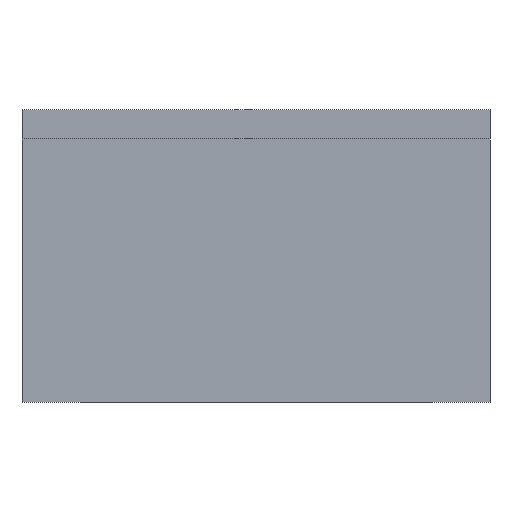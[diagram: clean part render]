
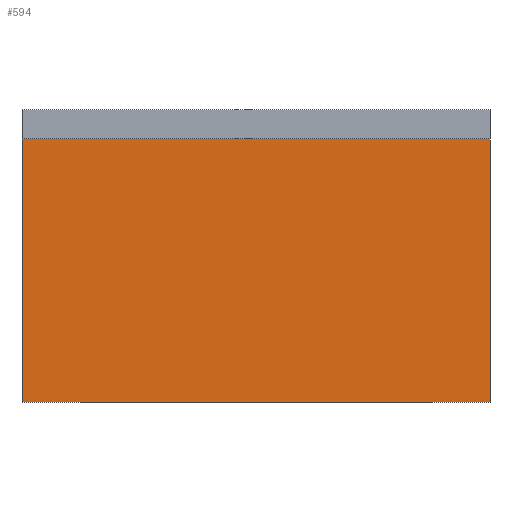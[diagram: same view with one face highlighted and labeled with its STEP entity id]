
A CAD part, front view. The second image highlights one B-rep face of the part: STEP entity #594.
In plain terms, the highlighted planar face has unit normal (0, -1, 0).
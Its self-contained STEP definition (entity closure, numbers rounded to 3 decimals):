
#48=PLANE('',#652);
#79=FACE_OUTER_BOUND('',#124,.T.);
#124=EDGE_LOOP('',(#515,#516,#517,#518));
#183=LINE('',#935,#249);
#184=LINE('',#939,#250);
#185=LINE('',#940,#251);
#186=LINE('',#941,#252);
#249=VECTOR('',#774,10.);
#250=VECTOR('',#777,10.);
#251=VECTOR('',#778,10.);
#252=VECTOR('',#779,10.);
#319=VERTEX_POINT('',#929);
#321=VERTEX_POINT('',#933);
#322=VERTEX_POINT('',#937);
#323=VERTEX_POINT('',#938);
#391=EDGE_CURVE('',#319,#321,#183,.T.);
#392=EDGE_CURVE('',#322,#323,#184,.T.);
#393=EDGE_CURVE('',#319,#322,#185,.T.);
#394=EDGE_CURVE('',#321,#323,#186,.T.);
#515=ORIENTED_EDGE('',*,*,#392,.F.);
#516=ORIENTED_EDGE('',*,*,#393,.F.);
#517=ORIENTED_EDGE('',*,*,#391,.T.);
#518=ORIENTED_EDGE('',*,*,#394,.T.);
#594=ADVANCED_FACE('',(#79),#48,.T.);
#652=AXIS2_PLACEMENT_3D('',#936,#775,#776);
#774=DIRECTION('',(1.,0.,0.));
#775=DIRECTION('center_axis',(0.,-1.,0.));
#776=DIRECTION('ref_axis',(1.,0.,0.));
#777=DIRECTION('',(1.,0.,0.));
#778=DIRECTION('',(0.,0.,1.));
#779=DIRECTION('',(0.,0.,1.));
#929=CARTESIAN_POINT('',(0.,0.,0.));
#933=CARTESIAN_POINT('',(40.,0.,0.));
#935=CARTESIAN_POINT('',(0.,0.,0.));
#936=CARTESIAN_POINT('Origin',(0.,0.,0.));
#937=CARTESIAN_POINT('',(0.,0.,22.5));
#938=CARTESIAN_POINT('',(40.,0.,22.5));
#939=CARTESIAN_POINT('',(10.,0.,22.5));
#940=CARTESIAN_POINT('',(0.,0.,0.));
#941=CARTESIAN_POINT('',(40.,0.,0.));
